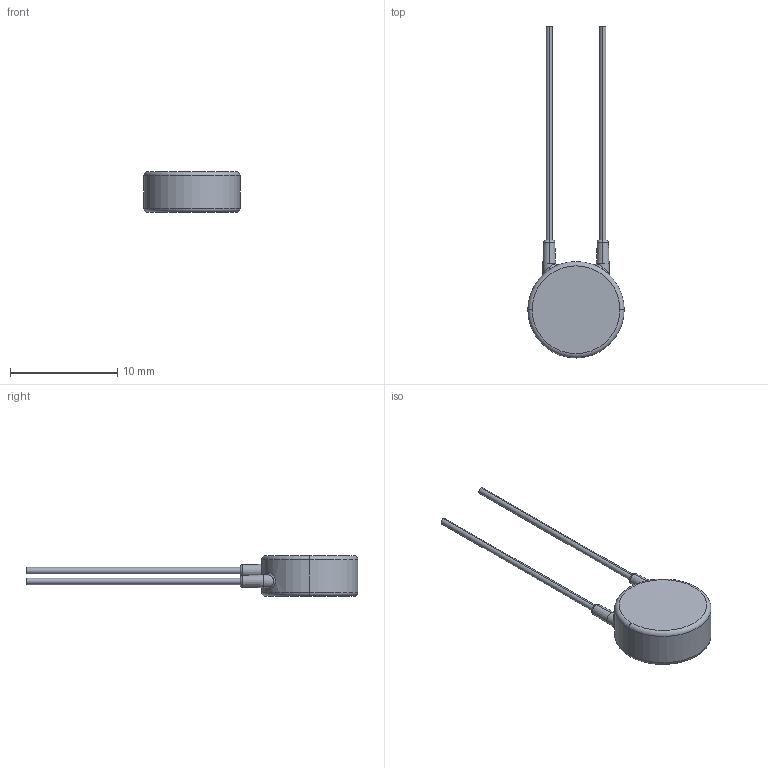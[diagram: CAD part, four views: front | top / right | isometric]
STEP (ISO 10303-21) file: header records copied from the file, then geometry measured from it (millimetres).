
FILE_DESCRIPTION((''),'2;1');
FILE_NAME('MOV-07D180K','2012-08-23T',('ryans'),('Bourns, Inc.'),'PRO/ENGINEER BY PARAMETRIC TECHNOLOGY CORPORATION, 2010100','PRO/ENGINEER BY PARAMETRIC TECHNOLOGY CORPORATION, 2010100','');
FILE_SCHEMA(('CONFIG_CONTROL_DESIGN'));
Length unit declared in the file: millimetre
Products named in the file (1): MOV-07D180K
Bounding box: 9 x 31 x 3.8 mm (x, y, z)
Volume: 256.9 mm3; surface area: 318 mm2
Topology: 1 solids, 1 shells, 38 faces, 84 edges, 52 vertices
Faces by surface type: bspline 12, torus 8, cylinder 8, plane 6, cone 4
Entity records: 1774 total; most frequent: CARTESIAN_POINT 944, ORIENTED_EDGE 168, DIRECTION 162, EDGE_CURVE 84, AXIS2_PLACEMENT_3D 76, VERTEX_POINT 52, CIRCLE 50, EDGE_LOOP 42
